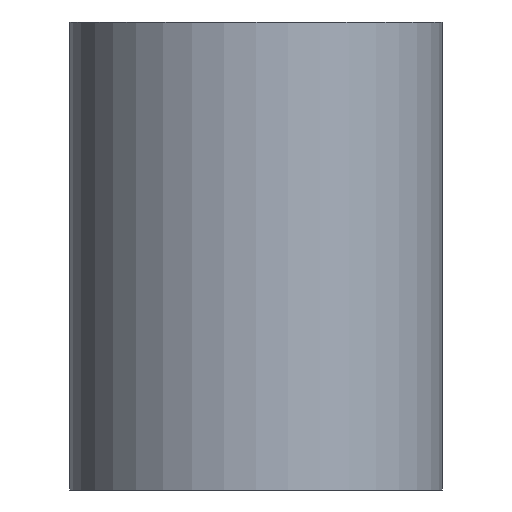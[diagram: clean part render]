
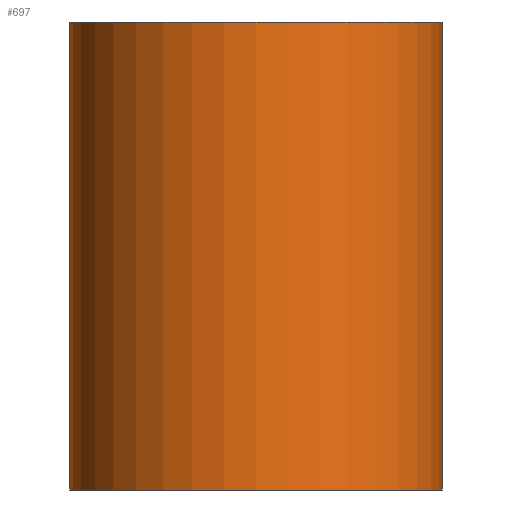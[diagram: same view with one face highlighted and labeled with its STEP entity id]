
A CAD part, front view. The second image highlights one B-rep face of the part: STEP entity #697.
In plain terms, the highlighted cylindrical face has radius 20.955 mm (diameter 41.91 mm), a partial arc.
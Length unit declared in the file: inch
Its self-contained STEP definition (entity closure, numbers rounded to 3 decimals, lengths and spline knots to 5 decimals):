
#29=CYLINDRICAL_SURFACE('',#767,0.825);
#77=FACE_OUTER_BOUND('',#113,.T.);
#113=EDGE_LOOP('',(#634,#635,#636,#637));
#119=CIRCLE('',#714,0.825);
#149=CIRCLE('',#768,0.825);
#208=LINE('',#1409,#270);
#211=LINE('',#1414,#273);
#270=VECTOR('',#936,0.3937);
#273=VECTOR('',#941,0.3937);
#275=VERTEX_POINT('',#951);
#276=VERTEX_POINT('',#953);
#338=VERTEX_POINT('',#1408);
#339=VERTEX_POINT('',#1412);
#341=EDGE_CURVE('',#275,#276,#119,.T.);
#437=EDGE_CURVE('',#338,#276,#208,.T.);
#440=EDGE_CURVE('',#275,#339,#211,.T.);
#441=EDGE_CURVE('',#338,#339,#149,.T.);
#634=ORIENTED_EDGE('',*,*,#440,.T.);
#635=ORIENTED_EDGE('',*,*,#441,.F.);
#636=ORIENTED_EDGE('',*,*,#437,.T.);
#637=ORIENTED_EDGE('',*,*,#341,.F.);
#697=ADVANCED_FACE('',(#77),#29,.T.);
#714=AXIS2_PLACEMENT_3D('',#954,#775,#776);
#767=AXIS2_PLACEMENT_3D('',#1415,#942,#943);
#768=AXIS2_PLACEMENT_3D('',#1416,#944,#945);
#775=DIRECTION('center_axis',(0.,0.,-1.));
#776=DIRECTION('ref_axis',(1.,0.,0.));
#936=DIRECTION('',(0.,0.,-1.));
#941=DIRECTION('',(0.,0.,1.));
#942=DIRECTION('center_axis',(0.,0.,1.));
#943=DIRECTION('ref_axis',(1.,0.,0.));
#944=DIRECTION('center_axis',(0.,0.,1.));
#945=DIRECTION('ref_axis',(1.,0.,0.));
#951=CARTESIAN_POINT('',(0.825,1.6,-1.575));
#953=CARTESIAN_POINT('',(-0.825,1.6,-1.575));
#954=CARTESIAN_POINT('Origin',(0.,1.6,-1.575));
#1408=CARTESIAN_POINT('',(-0.825,1.6,0.5));
#1409=CARTESIAN_POINT('',(-0.825,1.6,0.));
#1412=CARTESIAN_POINT('',(0.825,1.6,0.5));
#1414=CARTESIAN_POINT('',(0.825,1.6,0.));
#1415=CARTESIAN_POINT('Origin',(0.,1.6,0.));
#1416=CARTESIAN_POINT('Origin',(0.,1.6,0.5));
